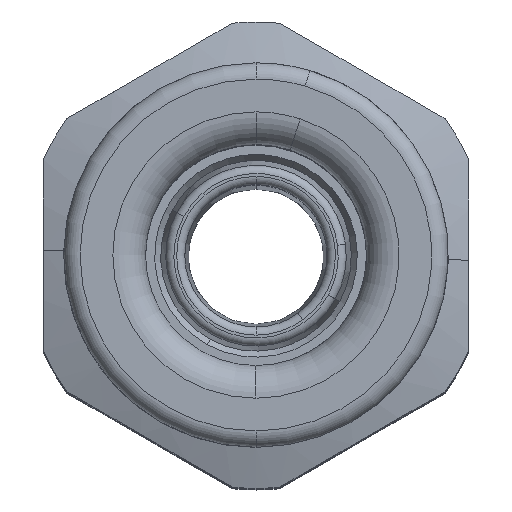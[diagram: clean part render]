
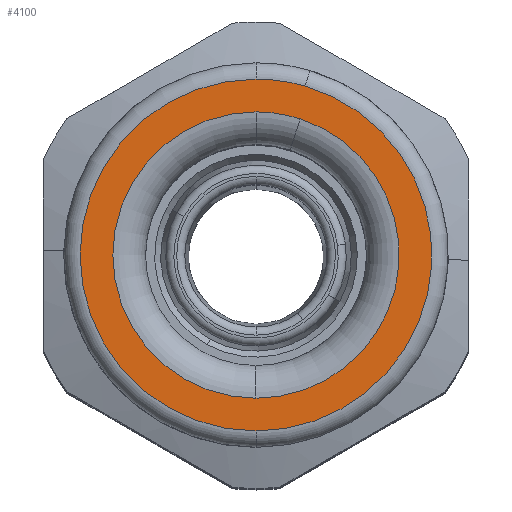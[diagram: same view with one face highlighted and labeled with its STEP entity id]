
A CAD part, top view. The second image highlights one B-rep face of the part: STEP entity #4100.
In plain terms, the highlighted planar face has unit normal (0, 0, 1).
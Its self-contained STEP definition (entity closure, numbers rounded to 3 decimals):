
#3949=AXIS2_PLACEMENT_3D('Circle Axis2P3D',#3947,#3948,$) ;
#3966=AXIS2_PLACEMENT_3D('Circle Axis2P3D',#3964,#3965,$) ;
#3990=AXIS2_PLACEMENT_3D('Circle Axis2P3D',#3988,#3989,$) ;
#4067=AXIS2_PLACEMENT_3D('Plane Axis2P3D',#4064,#4065,#4066) ;
#4076=AXIS2_PLACEMENT_3D('Circle Axis2P3D',#4074,#4075,$) ;
#4085=AXIS2_PLACEMENT_3D('Circle Axis2P3D',#4083,#4084,$) ;
#4092=AXIS2_PLACEMENT_3D('Circle Axis2P3D',#4090,#4091,$) ;
#3937=CARTESIAN_POINT('Vertex',(16.,24.573,81.9)) ;
#3944=CARTESIAN_POINT('Vertex',(13.,25.,81.9)) ;
#3947=CARTESIAN_POINT('Axis2P3D Location',(13.,14.25,81.9)) ;
#3964=CARTESIAN_POINT('Axis2P3D Location',(13.,14.25,81.9)) ;
#3968=CARTESIAN_POINT('Vertex',(13.,3.5,81.9)) ;
#3988=CARTESIAN_POINT('Axis2P3D Location',(13.,14.25,81.9)) ;
#4064=CARTESIAN_POINT('Axis2P3D Location',(13.,14.25,81.9)) ;
#4074=CARTESIAN_POINT('Axis2P3D Location',(13.,14.25,81.9)) ;
#4078=CARTESIAN_POINT('Vertex',(15.704,22.572,81.9)) ;
#4080=CARTESIAN_POINT('Vertex',(13.,23.,81.9)) ;
#4083=CARTESIAN_POINT('Axis2P3D Location',(13.,14.25,81.9)) ;
#4087=CARTESIAN_POINT('Vertex',(13.,5.5,81.9)) ;
#4090=CARTESIAN_POINT('Axis2P3D Location',(13.,14.25,81.9)) ;
#3948=DIRECTION('Axis2P3D Direction',(0.,0.,1.)) ;
#3965=DIRECTION('Axis2P3D Direction',(0.,0.,1.)) ;
#3989=DIRECTION('Axis2P3D Direction',(0.,0.,1.)) ;
#4065=DIRECTION('Axis2P3D Direction',(0.,0.,1.)) ;
#4066=DIRECTION('Axis2P3D XDirection',(0.,1.,0.)) ;
#4075=DIRECTION('Axis2P3D Direction',(0.,0.,1.)) ;
#4084=DIRECTION('Axis2P3D Direction',(0.,0.,1.)) ;
#4091=DIRECTION('Axis2P3D Direction',(0.,0.,1.)) ;
#4070=ORIENTED_EDGE('',*,*,#3992,.T.) ;
#4071=ORIENTED_EDGE('',*,*,#3970,.T.) ;
#4072=ORIENTED_EDGE('',*,*,#3951,.T.) ;
#4096=ORIENTED_EDGE('',*,*,#4082,.F.) ;
#4097=ORIENTED_EDGE('',*,*,#4089,.F.) ;
#4098=ORIENTED_EDGE('',*,*,#4094,.F.) ;
#4099=FACE_BOUND('',#4095,.T.) ;
#4100=ADVANCED_FACE('BODY',(#4073,#4099),#4068,.T.) ;
#3950=CIRCLE('generated circle',#3949,10.75) ;
#3967=CIRCLE('generated circle',#3966,10.75) ;
#3991=CIRCLE('generated circle',#3990,10.75) ;
#4077=CIRCLE('generated circle',#4076,8.75) ;
#4086=CIRCLE('generated circle',#4085,8.75) ;
#4093=CIRCLE('generated circle',#4092,8.75) ;
#3951=EDGE_CURVE('',#3938,#3945,#3950,.T.) ;
#3970=EDGE_CURVE('',#3969,#3938,#3967,.T.) ;
#3992=EDGE_CURVE('',#3945,#3969,#3991,.T.) ;
#4082=EDGE_CURVE('',#4079,#4081,#4077,.T.) ;
#4089=EDGE_CURVE('',#4088,#4079,#4086,.T.) ;
#4094=EDGE_CURVE('',#4081,#4088,#4093,.T.) ;
#4069=EDGE_LOOP('',(#4070,#4071,#4072)) ;
#4095=EDGE_LOOP('',(#4096,#4097,#4098)) ;
#4073=FACE_OUTER_BOUND('',#4069,.T.) ;
#4068=PLANE('',#4067) ;
#3938=VERTEX_POINT('',#3937) ;
#3945=VERTEX_POINT('',#3944) ;
#3969=VERTEX_POINT('',#3968) ;
#4079=VERTEX_POINT('',#4078) ;
#4081=VERTEX_POINT('',#4080) ;
#4088=VERTEX_POINT('',#4087) ;
